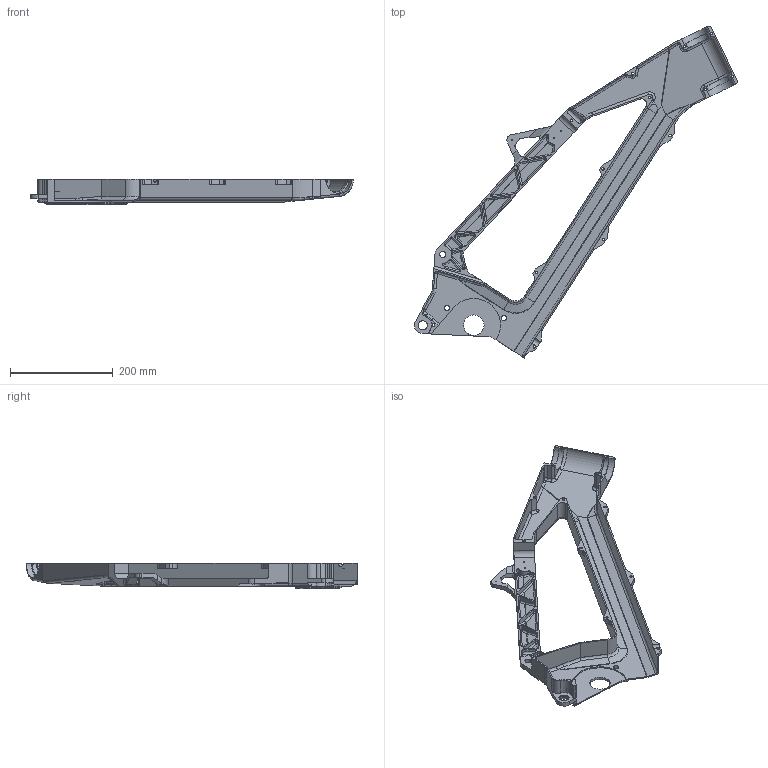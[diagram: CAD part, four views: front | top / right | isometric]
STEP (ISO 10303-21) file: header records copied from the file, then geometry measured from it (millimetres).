
FILE_DESCRIPTION (( 'STEP AP203' ), '1' );
FILE_NAME ('partie gauche.STEP', '2022-08-13T16:30:55', ( 'utilisateur' ), ( '' ), 'SwSTEP 2.0', 'SolidWorks 2012', '' );
FILE_SCHEMA (( 'CONFIG_CONTROL_DESIGN' ));
Length unit declared in the file: millimetre
Products named in the file (1): partie gauche
Bounding box: 629.2 x 646.59 x 50 mm (x, y, z)
Volume: 607701.2 mm3; surface area: 379630.2 mm2
Topology: 1 solids, 1 shells, 607 faces, 1562 edges, 939 vertices
Faces by surface type: cylinder 299, plane 171, bspline 115, cone 22
Entity records: 25909 total; most frequent: CARTESIAN_POINT 12039, ORIENTED_EDGE 3082, DIRECTION 2634, EDGE_CURVE 1541, VERTEX_POINT 939, AXIS2_PLACEMENT_3D 937, LINE 760, VECTOR 760
